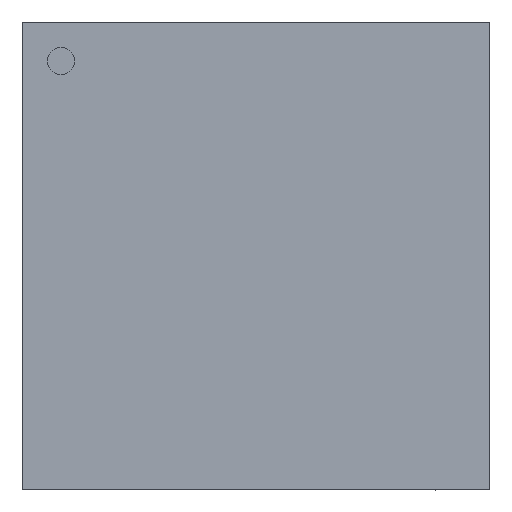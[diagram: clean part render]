
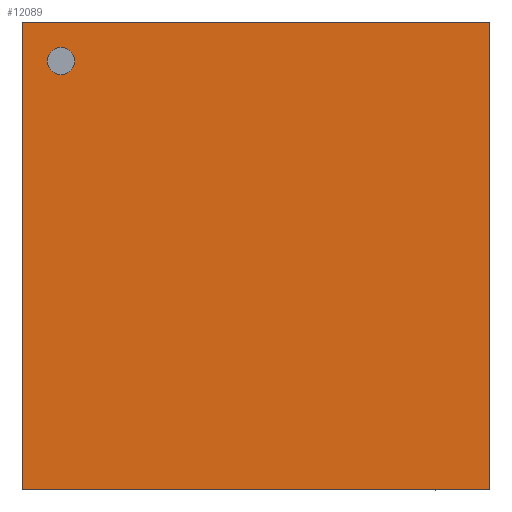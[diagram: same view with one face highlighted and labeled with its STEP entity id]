
A CAD part, top view. The second image highlights one B-rep face of the part: STEP entity #12089.
In plain terms, the highlighted planar face has unit normal (0, 0, 1).
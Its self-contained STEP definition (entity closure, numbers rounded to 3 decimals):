
#14=FACE_BOUND('',#1463,.T.);
#132=CIRCLE('',#12869,0.175);
#755=FACE_OUTER_BOUND('',#1462,.T.);
#1462=EDGE_LOOP('',(#8559,#8560,#8561,#8562));
#1463=EDGE_LOOP('',(#8563));
#2228=LINE('',#17785,#3626);
#2437=LINE('',#18386,#3835);
#2490=LINE('',#18475,#3888);
#2530=LINE('',#18542,#3928);
#3626=VECTOR('',#14110,1000.);
#3835=VECTOR('',#14525,1000.);
#3888=VECTOR('',#14580,1000.);
#3928=VECTOR('',#14622,1000.);
#4972=VERTEX_POINT('',#17679);
#5023=VERTEX_POINT('',#17782);
#5024=VERTEX_POINT('',#17784);
#5313=VERTEX_POINT('',#18384);
#5348=VERTEX_POINT('',#18473);
#6193=EDGE_CURVE('',#4972,#4972,#132,.T.);
#6244=EDGE_CURVE('',#5024,#5023,#2228,.T.);
#6554=EDGE_CURVE('',#5023,#5313,#2437,.T.);
#6607=EDGE_CURVE('',#5313,#5348,#2490,.T.);
#6647=EDGE_CURVE('',#5348,#5024,#2530,.T.);
#8559=ORIENTED_EDGE('',*,*,#6244,.T.);
#8560=ORIENTED_EDGE('',*,*,#6554,.T.);
#8561=ORIENTED_EDGE('',*,*,#6607,.T.);
#8562=ORIENTED_EDGE('',*,*,#6647,.T.);
#8563=ORIENTED_EDGE('',*,*,#6193,.F.);
#11579=PLANE('',#12976);
#12089=ADVANCED_FACE('',(#755,#14),#11579,.F.);
#12869=AXIS2_PLACEMENT_3D('',#17681,#14056,#14057);
#12976=AXIS2_PLACEMENT_3D('',#18543,#14623,#14624);
#14056=DIRECTION('center_axis',(0.,0.,
1.));
#14057=DIRECTION('ref_axis',(0.,-1.,0.));
#14110=DIRECTION('',(0.,1.,0.));
#14525=DIRECTION('',(-1.,0.,0.));
#14580=DIRECTION('',(0.,-1.,0.));
#14622=DIRECTION('',(1.,0.,0.));
#14623=DIRECTION('center_axis',(0.,0.,
-1.));
#14624=DIRECTION('ref_axis',(0.,1.,0.));
#17679=CARTESIAN_POINT('',(-2.5,2.675,0.9));
#17681=CARTESIAN_POINT('Origin',(-2.5,2.5,0.9));
#17782=CARTESIAN_POINT('',(3.,3.,0.9));
#17784=CARTESIAN_POINT('',(3.,-3.,0.9));
#17785=CARTESIAN_POINT('',(3.,-3.,0.9));
#18384=CARTESIAN_POINT('',(-3.,3.,0.9));
#18386=CARTESIAN_POINT('',(-3.,3.,0.9));
#18473=CARTESIAN_POINT('',(-3.,-3.,0.9));
#18475=CARTESIAN_POINT('',(-3.,-3.,0.9));
#18542=CARTESIAN_POINT('',(-3.,-3.,0.9));
#18543=CARTESIAN_POINT('Origin',(0.,0.,
0.9));
